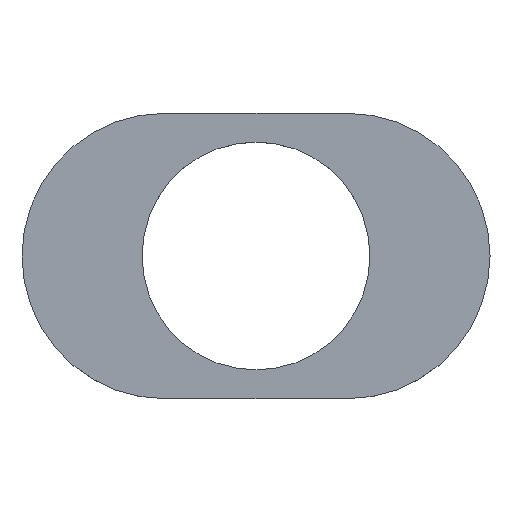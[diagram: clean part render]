
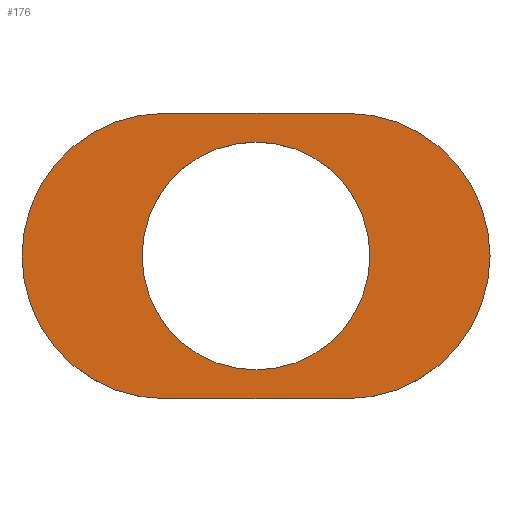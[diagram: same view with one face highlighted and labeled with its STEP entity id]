
A CAD part, top view. The second image highlights one B-rep face of the part: STEP entity #176.
In plain terms, the highlighted planar face has unit normal (0, 0, 1).
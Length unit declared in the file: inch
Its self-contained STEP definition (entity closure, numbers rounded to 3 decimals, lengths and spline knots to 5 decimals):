
#2 = ORIENTED_EDGE ( 'NONE', *, *, #47, .F. ) ;
#6 = CARTESIAN_POINT ( 'NONE',  ( 0., 0., 0.03125 ) ) ;
#10 = VERTEX_POINT ( 'NONE', #145 ) ;
#14 = LINE ( 'NONE', #300, #291 ) ;
#18 = PLANE ( 'NONE',  #163 ) ;
#29 = ORIENTED_EDGE ( 'NONE', *, *, #53, .F. ) ;
#35 = CARTESIAN_POINT ( 'NONE',  ( -0.2, 0., 0.03125 ) ) ;
#37 = DIRECTION ( 'NONE',  ( 1., 0., 0. ) ) ;
#47 = EDGE_CURVE ( 'NONE', #78, #306, #174, .T. ) ;
#53 = EDGE_CURVE ( 'NONE', #306, #78, #72, .T. ) ;
#58 = CARTESIAN_POINT ( 'NONE',  ( 0., 0., 0.03125 ) ) ;
#60 = CIRCLE ( 'NONE', #256, 0.3125 ) ;
#63 = EDGE_CURVE ( 'NONE', #137, #125, #14, .T. ) ;
#64 = CARTESIAN_POINT ( 'NONE',  ( 0.2495, 0., 0.03125 ) ) ;
#72 = CIRCLE ( 'NONE', #244, 0.2495 ) ;
#73 = ORIENTED_EDGE ( 'NONE', *, *, #123, .T. ) ;
#78 = VERTEX_POINT ( 'NONE', #64 ) ;
#79 = CARTESIAN_POINT ( 'NONE',  ( 0.2, 0., 0.03125 ) ) ;
#84 = CIRCLE ( 'NONE', #286, 0.3125 ) ;
#90 = AXIS2_PLACEMENT_3D ( 'NONE', #6, #269, #96 ) ;
#94 = VERTEX_POINT ( 'NONE', #298 ) ;
#96 = DIRECTION ( 'NONE',  ( 1., 0., 0. ) ) ;
#105 = DIRECTION ( 'NONE',  ( 1., 0., 0. ) ) ;
#106 = CARTESIAN_POINT ( 'NONE',  ( 0.2, -0.3125, 0.03125 ) ) ;
#109 = ORIENTED_EDGE ( 'NONE', *, *, #201, .T. ) ;
#110 = DIRECTION ( 'NONE',  ( 0., 0., 1. ) ) ;
#113 = AXIS2_PLACEMENT_3D ( 'NONE', #35, #127, #37 ) ;
#117 = DIRECTION ( 'NONE',  ( 1., 0., 0. ) ) ;
#123 = EDGE_CURVE ( 'NONE', #10, #137, #84, .T. ) ;
#125 = VERTEX_POINT ( 'NONE', #106 ) ;
#127 = DIRECTION ( 'NONE',  ( 0., 0., 1. ) ) ;
#128 = DIRECTION ( 'NONE',  ( -1., 0., 0. ) ) ;
#129 = CARTESIAN_POINT ( 'NONE',  ( 0.2, 0.3125, 0.03125 ) ) ;
#137 = VERTEX_POINT ( 'NONE', #223 ) ;
#141 = EDGE_LOOP ( 'NONE', ( #29, #2 ) ) ;
#145 = CARTESIAN_POINT ( 'NONE',  ( -0.5125, 0., 0.03125 ) ) ;
#163 = AXIS2_PLACEMENT_3D ( 'NONE', #79, #273, #202 ) ;
#167 = DIRECTION ( 'NONE',  ( 0., 0., 1. ) ) ;
#172 = DIRECTION ( 'NONE',  ( 0., 0., 1. ) ) ;
#174 = CIRCLE ( 'NONE', #90, 0.2495 ) ;
#175 = LINE ( 'NONE', #246, #251 ) ;
#176 = ADVANCED_FACE ( 'NONE', ( #248, #198 ), #18, .T. ) ;
#179 = ORIENTED_EDGE ( 'NONE', *, *, #252, .T. ) ;
#182 = EDGE_LOOP ( 'NONE', ( #179, #109, #216, #73, #220 ) ) ;
#198 = FACE_BOUND ( 'NONE', #141, .T. ) ;
#201 = EDGE_CURVE ( 'NONE', #214, #94, #175, .T. ) ;
#202 = DIRECTION ( 'NONE',  ( 1., 0., 0. ) ) ;
#204 = CARTESIAN_POINT ( 'NONE',  ( -0.2, 0., 0.03125 ) ) ;
#208 = EDGE_CURVE ( 'NONE', #94, #10, #225, .T. ) ;
#214 = VERTEX_POINT ( 'NONE', #129 ) ;
#216 = ORIENTED_EDGE ( 'NONE', *, *, #208, .T. ) ;
#220 = ORIENTED_EDGE ( 'NONE', *, *, #63, .T. ) ;
#223 = CARTESIAN_POINT ( 'NONE',  ( -0.2, -0.3125, 0.03125 ) ) ;
#225 = CIRCLE ( 'NONE', #113, 0.3125 ) ;
#230 = CARTESIAN_POINT ( 'NONE',  ( 0.2, 0., 0.03125 ) ) ;
#244 = AXIS2_PLACEMENT_3D ( 'NONE', #58, #167, #270 ) ;
#246 = CARTESIAN_POINT ( 'NONE',  ( 0.2, 0.3125, 0.03125 ) ) ;
#248 = FACE_OUTER_BOUND ( 'NONE', #182, .T. ) ;
#251 = VECTOR ( 'NONE', #128, 39.37008 ) ;
#252 = EDGE_CURVE ( 'NONE', #125, #214, #60, .T. ) ;
#256 = AXIS2_PLACEMENT_3D ( 'NONE', #230, #110, #117 ) ;
#269 = DIRECTION ( 'NONE',  ( 0., 0., 1. ) ) ;
#270 = DIRECTION ( 'NONE',  ( 1., 0., 0. ) ) ;
#273 = DIRECTION ( 'NONE',  ( 0., 0., 1. ) ) ;
#286 = AXIS2_PLACEMENT_3D ( 'NONE', #204, #172, #295 ) ;
#291 = VECTOR ( 'NONE', #105, 39.37008 ) ;
#295 = DIRECTION ( 'NONE',  ( 1., 0., 0. ) ) ;
#298 = CARTESIAN_POINT ( 'NONE',  ( -0.2, 0.3125, 0.03125 ) ) ;
#300 = CARTESIAN_POINT ( 'NONE',  ( 0.2, -0.3125, 0.03125 ) ) ;
#305 = CARTESIAN_POINT ( 'NONE',  ( -0.2495, 0., 0.03125 ) ) ;
#306 = VERTEX_POINT ( 'NONE', #305 ) ;
